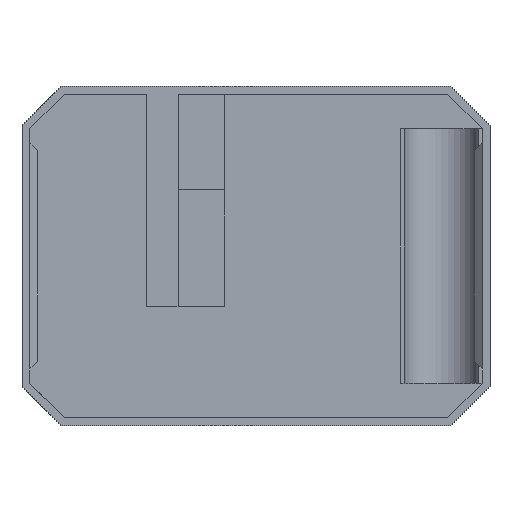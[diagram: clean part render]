
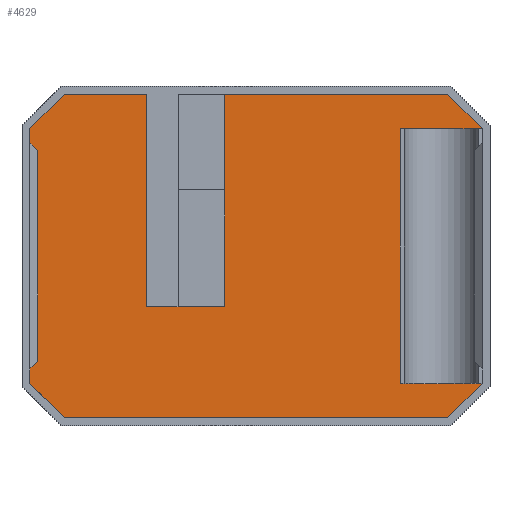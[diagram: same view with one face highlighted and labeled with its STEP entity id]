
A CAD part, top view. The second image highlights one B-rep face of the part: STEP entity #4629.
In plain terms, the highlighted planar face has unit normal (0, 0, 1).
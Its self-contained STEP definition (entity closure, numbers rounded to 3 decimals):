
#768=FACE_OUTER_BOUND('',#1024,.T.);
#1024=EDGE_LOOP('',(#4142,#4143,#4144,#4145,#4146,#4147,#4148,#4149,#4150,
#4151,#4152,#4153,#4154,#4155));
#1318=LINE('',#8359,#1670);
#1354=LINE('',#8429,#1706);
#1356=LINE('',#8432,#1708);
#1357=LINE('',#8435,#1709);
#1358=LINE('',#8437,#1710);
#1359=LINE('',#8439,#1711);
#1360=LINE('',#8441,#1712);
#1361=LINE('',#8443,#1713);
#1362=LINE('',#8445,#1714);
#1363=LINE('',#8447,#1715);
#1364=LINE('',#8449,#1716);
#1365=LINE('',#8451,#1717);
#1366=LINE('',#8453,#1718);
#1367=LINE('',#8454,#1719);
#1670=VECTOR('',#5099,10.);
#1706=VECTOR('',#5145,10.);
#1708=VECTOR('',#5149,10.);
#1709=VECTOR('',#5152,10.);
#1710=VECTOR('',#5153,10.);
#1711=VECTOR('',#5154,10.);
#1712=VECTOR('',#5155,10.);
#1713=VECTOR('',#5156,10.);
#1714=VECTOR('',#5157,10.);
#1715=VECTOR('',#5158,10.);
#1716=VECTOR('',#5159,10.);
#1717=VECTOR('',#5160,10.);
#1718=VECTOR('',#5161,10.);
#1719=VECTOR('',#5162,10.);
#2173=VERTEX_POINT('',#8356);
#2174=VERTEX_POINT('',#8358);
#2202=VERTEX_POINT('',#8426);
#2203=VERTEX_POINT('',#8428);
#2204=VERTEX_POINT('',#8434);
#2205=VERTEX_POINT('',#8436);
#2206=VERTEX_POINT('',#8438);
#2207=VERTEX_POINT('',#8440);
#2208=VERTEX_POINT('',#8442);
#2209=VERTEX_POINT('',#8444);
#2210=VERTEX_POINT('',#8446);
#2211=VERTEX_POINT('',#8448);
#2212=VERTEX_POINT('',#8450);
#2213=VERTEX_POINT('',#8452);
#2832=EDGE_CURVE('',#2174,#2173,#1318,.T.);
#2868=EDGE_CURVE('',#2203,#2202,#1354,.T.);
#2870=EDGE_CURVE('',#2173,#2203,#1356,.T.);
#2871=EDGE_CURVE('',#2202,#2204,#1357,.F.);
#2872=EDGE_CURVE('',#2205,#2204,#1358,.T.);
#2873=EDGE_CURVE('',#2205,#2206,#1359,.T.);
#2874=EDGE_CURVE('',#2206,#2207,#1360,.T.);
#2875=EDGE_CURVE('',#2207,#2208,#1361,.T.);
#2876=EDGE_CURVE('',#2209,#2208,#1362,.T.);
#2877=EDGE_CURVE('',#2209,#2210,#1363,.F.);
#2878=EDGE_CURVE('',#2211,#2210,#1364,.T.);
#2879=EDGE_CURVE('',#2211,#2212,#1365,.F.);
#2880=EDGE_CURVE('',#2213,#2212,#1366,.T.);
#2881=EDGE_CURVE('',#2213,#2174,#1367,.F.);
#4142=ORIENTED_EDGE('',*,*,#2832,.T.);
#4143=ORIENTED_EDGE('',*,*,#2870,.T.);
#4144=ORIENTED_EDGE('',*,*,#2868,.T.);
#4145=ORIENTED_EDGE('',*,*,#2871,.T.);
#4146=ORIENTED_EDGE('',*,*,#2872,.F.);
#4147=ORIENTED_EDGE('',*,*,#2873,.T.);
#4148=ORIENTED_EDGE('',*,*,#2874,.T.);
#4149=ORIENTED_EDGE('',*,*,#2875,.T.);
#4150=ORIENTED_EDGE('',*,*,#2876,.F.);
#4151=ORIENTED_EDGE('',*,*,#2877,.T.);
#4152=ORIENTED_EDGE('',*,*,#2878,.F.);
#4153=ORIENTED_EDGE('',*,*,#2879,.T.);
#4154=ORIENTED_EDGE('',*,*,#2880,.F.);
#4155=ORIENTED_EDGE('',*,*,#2881,.T.);
#4385=PLANE('',#4727);
#4629=ADVANCED_FACE('',(#768),#4385,.T.);
#4727=AXIS2_PLACEMENT_3D('',#8433,#5150,#5151);
#5099=DIRECTION('',(-1.,0.,0.));
#5145=DIRECTION('',(1.,0.,0.));
#5149=DIRECTION('',(0.,1.,0.));
#5150=DIRECTION('center_axis',(0.,0.,1.));
#5151=DIRECTION('ref_axis',(1.,0.,0.));
#5152=DIRECTION('',(0.707,-0.707,0.));
#5153=DIRECTION('',(1.,0.,0.));
#5154=DIRECTION('',(0.,-1.,0.));
#5155=DIRECTION('',(-1.,0.,0.));
#5156=DIRECTION('',(0.,1.,0.));
#5157=DIRECTION('',(1.,0.,0.));
#5158=DIRECTION('',(0.707,0.707,0.));
#5159=DIRECTION('',(0.,1.,0.));
#5160=DIRECTION('',(-0.707,0.707,0.));
#5161=DIRECTION('',(-1.,0.,0.));
#5162=DIRECTION('',(-0.707,-0.707,0.));
#8356=CARTESIAN_POINT('',(37.,-32.672,2.));
#8358=CARTESIAN_POINT('',(58.,-32.672,2.));
#8359=CARTESIAN_POINT('',(29.,-32.672,2.));
#8426=CARTESIAN_POINT('',(58.,32.672,2.));
#8428=CARTESIAN_POINT('',(37.,32.672,2.));
#8429=CARTESIAN_POINT('',(29.,32.672,2.));
#8432=CARTESIAN_POINT('',(37.,-21.75,2.));
#8433=CARTESIAN_POINT('Origin',(0.,0.,2.));
#8434=CARTESIAN_POINT('',(49.172,41.5,2.));
#8435=CARTESIAN_POINT('',(49.461,41.211,2.));
#8436=CARTESIAN_POINT('',(-8.,41.5,2.));
#8437=CARTESIAN_POINT('',(30.,41.5,2.));
#8438=CARTESIAN_POINT('',(-8.,-13.,2.));
#8439=CARTESIAN_POINT('',(-8.,8.5,2.));
#8440=CARTESIAN_POINT('',(-28.,-13.,2.));
#8441=CARTESIAN_POINT('',(-10.,-13.,2.));
#8442=CARTESIAN_POINT('',(-28.,41.5,2.));
#8443=CARTESIAN_POINT('',(-28.,20.75,2.));
#8444=CARTESIAN_POINT('',(-49.172,41.5,2.));
#8445=CARTESIAN_POINT('',(30.,41.5,2.));
#8446=CARTESIAN_POINT('',(-58.,32.672,2.));
#8447=CARTESIAN_POINT('',(-49.461,41.211,2.));
#8448=CARTESIAN_POINT('',(-58.,-32.672,2.));
#8449=CARTESIAN_POINT('',(-58.,21.75,2.));
#8450=CARTESIAN_POINT('',(-49.172,-41.5,2.));
#8451=CARTESIAN_POINT('',(-49.461,-41.211,2.));
#8452=CARTESIAN_POINT('',(49.172,-41.5,2.));
#8453=CARTESIAN_POINT('',(-30.,-41.5,2.));
#8454=CARTESIAN_POINT('',(49.461,-41.211,2.));
